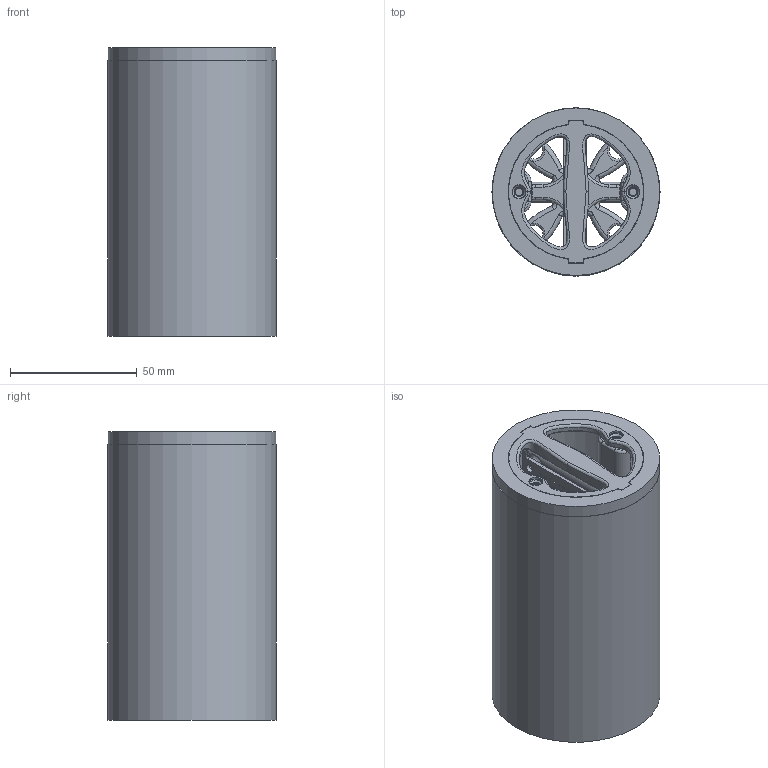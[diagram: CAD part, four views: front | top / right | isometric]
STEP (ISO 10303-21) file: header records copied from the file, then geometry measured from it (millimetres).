
FILE_DESCRIPTION(/* description */ ('','CAx-IF Rec.Pracs.---Representation and Presentation of Product Manufacturing Information (PMI)---4.0---2014-10-13'),/* implementation_level */ '2;1');
FILE_NAME(/* name */ 'pprojekti v11.step',/* time_stamp */ '2025-03-16T20:23:51+02:00',/* author */ (''),/* organization */ (''),/* preprocessor_version */ 'ST-DEVELOPER v20',/* originating_system */ 'Autodesk Translation Framework v13.20.0.188',/* authorisation */ '');
FILE_SCHEMA (('AP242_MANAGED_MODEL_BASED_3D_ENGINEERING_MIM_LF { 1 0 10303 442 1 1 4 }'));
Length unit declared in the file: millimetre
Products named in the file (9): pääprojekti; runko; sisärakenne; cansat 1; PinHeader_1x08_P2.54mm_Vertical; perf PCB; PinHeader_1x08_P2.54mm_Vertical_1; SOLID; ulkokuori
Assembly tree (9 placements, depth 4):
  pääprojekti
    runko
    sisärakenne
    cansat 1
      PinHeader_1x08_P2.54mm_Vertical
        SOLID
      perf PCB
      PinHeader_1x08_P2.54mm_Vertical_1
        SOLID
    ulkokuori
Bounding box: 66.4 x 66.4 x 114 mm (x, y, z)
Volume: 128205.7 mm3; surface area: 115071.8 mm2
Topology: 6 solids, 6 shells, 1420 faces, 3734 edges, 2303 vertices
Faces by surface type: cylinder 610, plane 485, torus 169, bspline 144, cone 8, sphere 4
Full cylindrical faces by diameter (mm): 1 x414, 3.2 x4, 3.5 x6, 4 x10, 5.5 x2, 6 x4, 6.5 x4, 53.557 x1, 59.557 x1, 63.8 x1, 64 x1, 66.2 x1, 66.4 x1
Entity records: 48288 total; most frequent: CARTESIAN_POINT 15588, DIRECTION 6706, ORIENTED_EDGE 6456, EDGE_CURVE 3228, AXIS2_PLACEMENT_3D 2715, EDGE_LOOP 2115, VERTEX_POINT 2011, CIRCLE 1609
